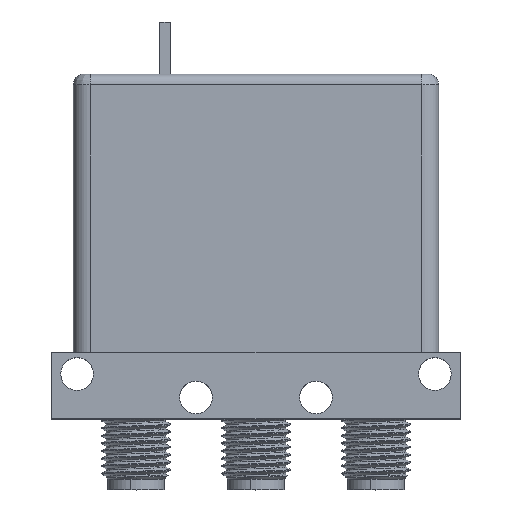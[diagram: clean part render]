
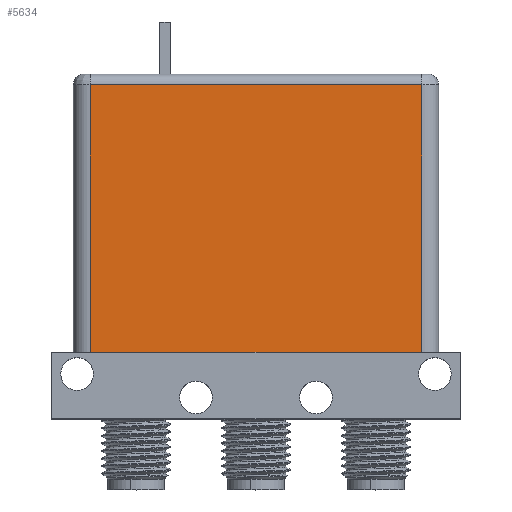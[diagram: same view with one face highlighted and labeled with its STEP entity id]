
A CAD part, top view. The second image highlights one B-rep face of the part: STEP entity #5634.
In plain terms, the highlighted planar face has unit normal (0, 0, 1).
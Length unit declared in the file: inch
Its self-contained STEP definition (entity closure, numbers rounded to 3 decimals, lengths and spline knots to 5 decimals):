
#189 = LINE ( 'NONE', #12568, #5349 ) ;
#317 = VECTOR ( 'NONE', #8377, 39.37008 ) ;
#572 = EDGE_CURVE ( 'NONE', #3724, #12297, #189, .T. ) ;
#601 = VERTEX_POINT ( 'NONE', #7281 ) ;
#1383 = CARTESIAN_POINT ( 'NONE',  ( 0.67, 1.225, 0.25 ) ) ;
#1749 = DIRECTION ( 'NONE',  ( 0., 0., -1. ) ) ;
#1836 = ORIENTED_EDGE ( 'NONE', *, *, #7833, .F. ) ;
#1917 = CARTESIAN_POINT ( 'NONE',  ( 0.67, 0.245, 0.25 ) ) ;
#1980 = ORIENTED_EDGE ( 'NONE', *, *, #8922, .F. ) ;
#2164 = CARTESIAN_POINT ( 'NONE',  ( -0.608, 0.245, 0.25 ) ) ;
#2697 = EDGE_LOOP ( 'NONE', ( #1836, #1980, #11914, #10295 ) ) ;
#2781 = FACE_OUTER_BOUND ( 'NONE', #2697, .T. ) ;
#2914 = DIRECTION ( 'NONE',  ( -1., 0., 0. ) ) ;
#3724 = VERTEX_POINT ( 'NONE', #2164 ) ;
#4215 = DIRECTION ( 'NONE',  ( 0., 1., 0. ) ) ;
#4501 = DIRECTION ( 'NONE',  ( 1., 0., 0. ) ) ;
#5183 = LINE ( 'NONE', #1917, #317 ) ;
#5349 = VECTOR ( 'NONE', #4215, 39.37008 ) ;
#5634 = ADVANCED_FACE ( 'NONE', ( #2781 ), #10165, .F. ) ;
#5681 = LINE ( 'NONE', #9776, #12747 ) ;
#6084 = EDGE_CURVE ( 'NONE', #12297, #6583, #12081, .T. ) ;
#6583 = VERTEX_POINT ( 'NONE', #9064 ) ;
#6648 = DIRECTION ( 'NONE',  ( 0., -1., 0. ) ) ;
#7024 = CARTESIAN_POINT ( 'NONE',  ( 0.67, 1.265, 0.25 ) ) ;
#7281 = CARTESIAN_POINT ( 'NONE',  ( 0.608, 0.245, 0.25 ) ) ;
#7825 = AXIS2_PLACEMENT_3D ( 'NONE', #7024, #1749, #2914 ) ;
#7833 = EDGE_CURVE ( 'NONE', #601, #3724, #5183, .T. ) ;
#8377 = DIRECTION ( 'NONE',  ( -1., 0., 0. ) ) ;
#8922 = EDGE_CURVE ( 'NONE', #6583, #601, #5681, .T. ) ;
#9064 = CARTESIAN_POINT ( 'NONE',  ( 0.608, 1.225, 0.25 ) ) ;
#9382 = VECTOR ( 'NONE', #4501, 39.37008 ) ;
#9776 = CARTESIAN_POINT ( 'NONE',  ( 0.608, 1.265, 0.25 ) ) ;
#10071 = CARTESIAN_POINT ( 'NONE',  ( -0.608, 1.225, 0.25 ) ) ;
#10165 = PLANE ( 'NONE',  #7825 ) ;
#10295 = ORIENTED_EDGE ( 'NONE', *, *, #572, .F. ) ;
#11914 = ORIENTED_EDGE ( 'NONE', *, *, #6084, .F. ) ;
#12081 = LINE ( 'NONE', #1383, #9382 ) ;
#12297 = VERTEX_POINT ( 'NONE', #10071 ) ;
#12568 = CARTESIAN_POINT ( 'NONE',  ( -0.608, 1.265, 0.25 ) ) ;
#12747 = VECTOR ( 'NONE', #6648, 39.37008 ) ;
